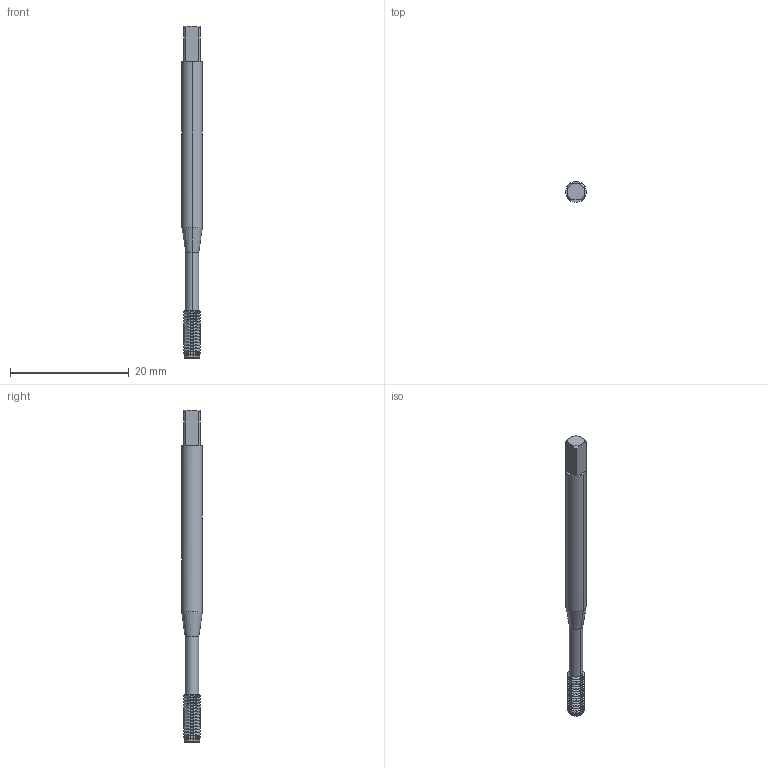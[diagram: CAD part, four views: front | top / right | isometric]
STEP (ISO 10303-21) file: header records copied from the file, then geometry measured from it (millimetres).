
FILE_DESCRIPTION(('no description'),'unknown implementation level');
FILE_NAME('solidDO2jDSyMQtHNjRvPLFbSO0DMkOM_1.STP',' ',('CIM GmbH Aachen'),('CADClick - KiM GmbH - www.kimweb.de'),'unknown preprocess','ACIS','unknown authorization');
FILE_SCHEMA(('automotive_design'));
Length unit declared in the file: millimetre
Products named in the file (2): 1; 2
Bounding box: 3.5 x 3.5 x 56 mm (x, y, z)
Volume: 423.9 mm3; surface area: 712 mm2
Topology: 2 solids, 2 shells, 449 faces, 1323 edges, 878 vertices
Faces by surface type: cone 156, cylinder 148, plane 137, torus 8
Entity records: 31960 total; most frequent: CARTESIAN_POINT 5651, STYLED_ITEM 2652, PRESENTATION_STYLE_ASSIGNMENT 2652, COLOUR_RGB 2652, ORIENTED_EDGE 2646, DIRECTION 2243, EDGE_CURVE 1323, CURVE_STYLE 1323
